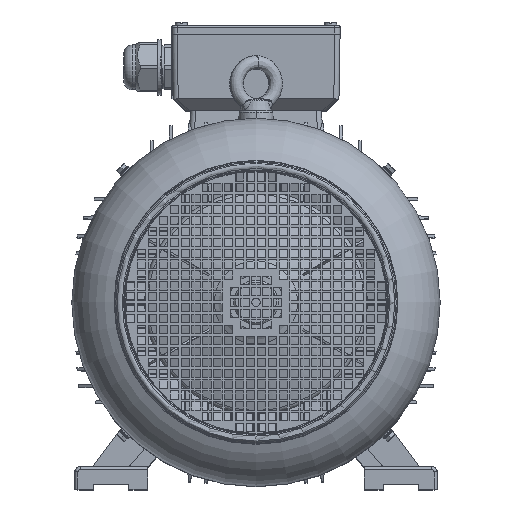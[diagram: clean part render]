
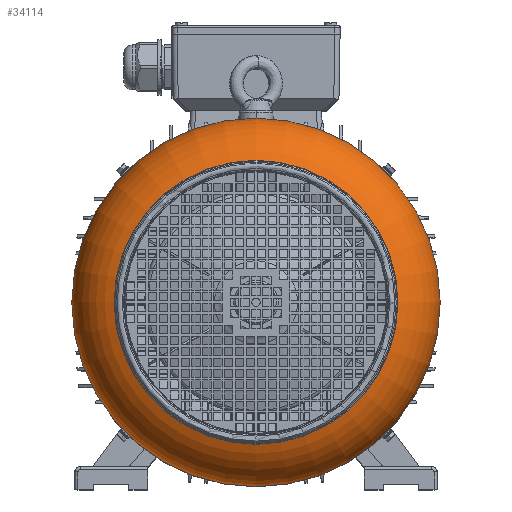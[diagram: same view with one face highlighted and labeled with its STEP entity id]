
A CAD part, top view. The second image highlights one B-rep face of the part: STEP entity #34114.
In plain terms, the highlighted toroidal (fillet/blend) face has major radius 116.021 mm and minor radius 61.5 mm.
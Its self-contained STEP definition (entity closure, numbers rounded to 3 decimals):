
#6258=TOROIDAL_SURFACE('',#122936,116.021,61.5);
#28932=FACE_BOUND('',#46083,.T.);
#28933=FACE_BOUND('',#46084,.T.);
#34114=ADVANCED_FACE('',(#28932,#28933),#6258,.T.);
#46083=EDGE_LOOP('',(#72254));
#46084=EDGE_LOOP('',(#72255));
#72254=ORIENTED_EDGE('',*,*,#105930,.F.);
#72255=ORIENTED_EDGE('',*,*,#107634,.T.);
#96357=VERTEX_POINT('',#164725);
#98061=VERTEX_POINT('',#168140);
#105930=EDGE_CURVE('',#96357,#96357,#118837,.T.);
#107634=EDGE_CURVE('',#98061,#98061,#118861,.T.);
#118837=CIRCLE('',#122903,177.5);
#118861=CIRCLE('',#122934,136.772);
#122903=AXIS2_PLACEMENT_3D('',#164724,#133179,#133180);
#122934=AXIS2_PLACEMENT_3D('',#168139,#134921,#134922);
#122936=AXIS2_PLACEMENT_3D('',#168142,#134925,#134926);
#133179=DIRECTION('',(0.,0.,-1.));
#133180=DIRECTION('',(-1.,0.,0.));
#134921=DIRECTION('',(0.,0.,-1.));
#134922=DIRECTION('',(-1.,0.,0.));
#134925=DIRECTION('',(0.,0.,-1.));
#134926=DIRECTION('',(-1.,0.,0.));
#164724=CARTESIAN_POINT('',(59.478,-8.346,248.338));
#164725=CARTESIAN_POINT('',(-118.022,-8.346,248.338));
#168139=CARTESIAN_POINT('',(59.478,-8.346,304.608));
#168140=CARTESIAN_POINT('',(-77.294,-8.346,304.608));
#168142=CARTESIAN_POINT('',(59.478,-8.346,246.715));
